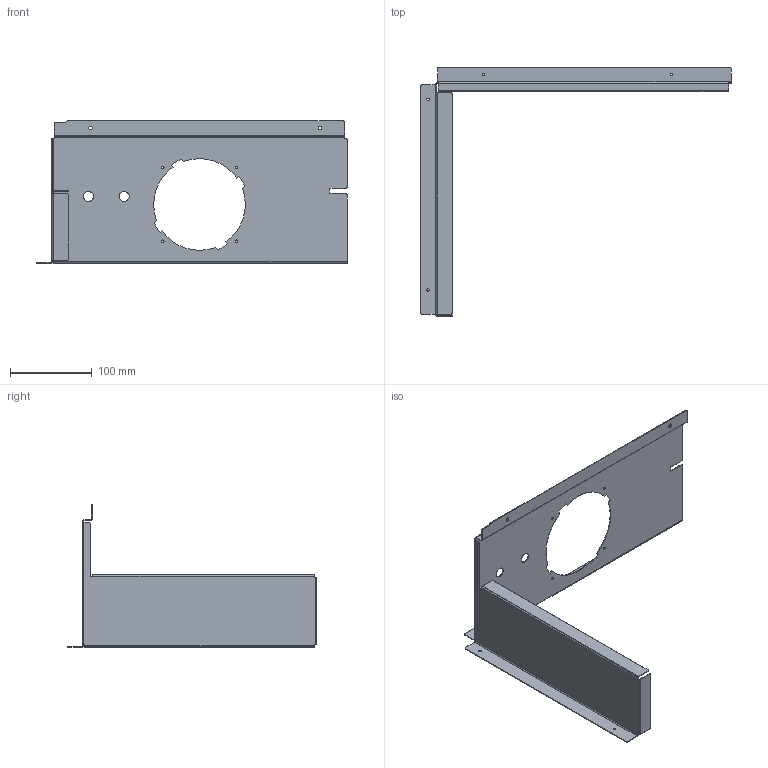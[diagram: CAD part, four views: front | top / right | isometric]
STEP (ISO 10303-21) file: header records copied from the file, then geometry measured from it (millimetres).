
FILE_DESCRIPTION((''),'2;1');
FILE_NAME('TAVOLA CONVOGLIATORE.stp','2014-10-02T09:28:39',('Luca Brazzarola'),(''),'Autodesk Inventor 2011','Autodesk Inventor 2011','');
FILE_SCHEMA(('AUTOMOTIVE_DESIGN { 1 0 10303 214 1 1 1 1 }'));
Length unit declared in the file: millimetre
Products named in the file (1): ENG-016027
Bounding box: 379.44 x 305.35 x 174 mm (x, y, z)
Volume: 99229.7 mm3; surface area: 200870 mm2
Topology: 1 solids, 1 shells, 97 faces, 284 edges, 189 vertices
Faces by surface type: plane 49, cylinder 48
Full cylindrical faces by diameter (mm): 3.2 x8, 4.5 x2, 12 x2
Entity records: 3271 total; most frequent: DIRECTION 564, CARTESIAN_POINT 559, ORIENTED_EDGE 544, EDGE_CURVE 272, AXIS2_PLACEMENT_3D 194, VERTEX_POINT 189, VECTOR 176, LINE 176
